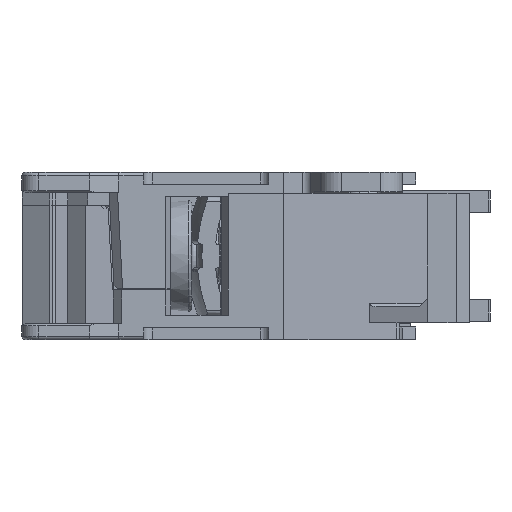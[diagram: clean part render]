
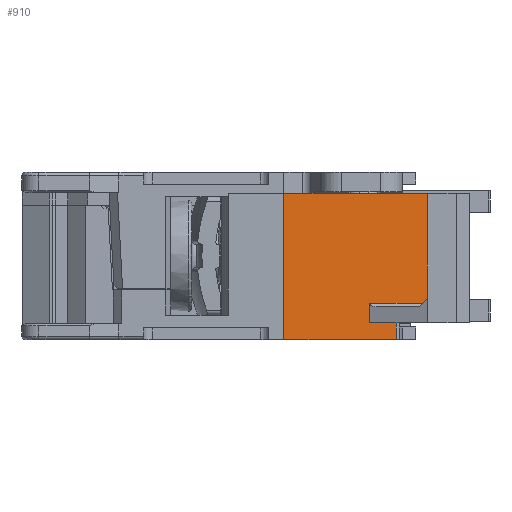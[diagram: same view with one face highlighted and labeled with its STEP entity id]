
A CAD part, left-side view. The second image highlights one B-rep face of the part: STEP entity #910.
In plain terms, the highlighted planar face has unit normal (-0.998, -0.059, 0).
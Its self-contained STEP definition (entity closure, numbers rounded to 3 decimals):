
#910=ADVANCED_FACE('',(#1556),#1261,.T.);
#1261=PLANE('',#11223);
#1556=FACE_OUTER_BOUND('',#1928,.T.);
#1928=EDGE_LOOP('',(#2860,#2861,#2862,#2863,#2864,#2865,#2866,#2867));
#2860=ORIENTED_EDGE('',*,*,#6376,.T.);
#2861=ORIENTED_EDGE('',*,*,#6802,.F.);
#2862=ORIENTED_EDGE('',*,*,#6438,.F.);
#2863=ORIENTED_EDGE('',*,*,#6801,.F.);
#2864=ORIENTED_EDGE('',*,*,#6538,.T.);
#2865=ORIENTED_EDGE('',*,*,#6579,.T.);
#2866=ORIENTED_EDGE('',*,*,#6589,.F.);
#2867=ORIENTED_EDGE('',*,*,#6803,.T.);
#4890=VERTEX_POINT('',#14758);
#4891=VERTEX_POINT('',#14760);
#4950=VERTEX_POINT('',#14895);
#4951=VERTEX_POINT('',#14897);
#5028=VERTEX_POINT('',#15098);
#5029=VERTEX_POINT('',#15100);
#5060=VERTEX_POINT('',#15180);
#5063=VERTEX_POINT('',#15193);
#6376=EDGE_CURVE('',#4891,#4890,#8235,.T.);
#6438=EDGE_CURVE('',#4950,#4951,#8280,.T.);
#6538=EDGE_CURVE('',#5029,#5028,#8352,.T.);
#6579=EDGE_CURVE('',#5028,#5060,#8386,.T.);
#6589=EDGE_CURVE('',#5063,#5060,#8392,.T.);
#6801=EDGE_CURVE('',#5029,#4950,#8564,.T.);
#6802=EDGE_CURVE('',#4951,#4890,#8565,.T.);
#6803=EDGE_CURVE('',#5063,#4891,#8566,.T.);
#8235=LINE('',#14759,#9655);
#8280=LINE('',#14896,#9700);
#8352=LINE('',#15099,#9772);
#8386=LINE('',#15181,#9806);
#8392=LINE('',#15199,#9812);
#8564=LINE('',#15640,#9984);
#8565=LINE('',#15642,#9985);
#8566=LINE('',#15643,#9986);
#9655=VECTOR('',#11835,1.);
#9700=VECTOR('',#11916,1.);
#9772=VECTOR('',#12094,1.);
#9806=VECTOR('',#12160,1.);
#9812=VECTOR('',#12182,1.);
#9984=VECTOR('',#12514,1.);
#9985=VECTOR('',#12517,1.);
#9986=VECTOR('',#12518,1.);
#11223=AXIS2_PLACEMENT_3D('',#15644,#12519,#12520);
#11835=DIRECTION('',(-0.059,0.998,0.));
#11916=DIRECTION('',(-0.059,0.998,0.));
#12094=DIRECTION('',(-0.059,0.998,0.));
#12160=DIRECTION('',(0.,0.,1.));
#12182=DIRECTION('',(-0.059,0.998,0.));
#12514=DIRECTION('',(0.,0.,-1.));
#12517=DIRECTION('',(0.,0.,1.));
#12518=DIRECTION('',(0.,0.,1.));
#12519=DIRECTION('',(-0.998,-0.059,0.));
#12520=DIRECTION('',(0.,0.,-1.));
#14758=CARTESIAN_POINT('',(-16.5,7.,8.7));
#14759=CARTESIAN_POINT('',(-16.5,7.,8.7));
#14760=CARTESIAN_POINT('',(-16.,-1.5,8.7));
#14895=CARTESIAN_POINT('',(-16.108,0.338,0.05));
#14896=CARTESIAN_POINT('',(-16.39,5.134,0.05));
#14897=CARTESIAN_POINT('',(-16.5,7.,0.05));
#15098=CARTESIAN_POINT('',(-16.202,1.928,1.05));
#15099=CARTESIAN_POINT('',(-16.291,3.452,1.05));
#15100=CARTESIAN_POINT('',(-16.108,0.338,1.05));
#15180=CARTESIAN_POINT('',(-16.202,1.928,2.2));
#15181=CARTESIAN_POINT('',(-16.202,1.928,4.525));
#15193=CARTESIAN_POINT('',(-16.,-1.5,2.2));
#15199=CARTESIAN_POINT('',(-16.236,2.514,2.2));
#15640=CARTESIAN_POINT('',(-16.108,0.338,4.188));
#15642=CARTESIAN_POINT('',(-16.5,7.,8.));
#15643=CARTESIAN_POINT('',(-16.,-1.5,8.));
#15644=CARTESIAN_POINT('',(-16.5,7.,8.));
